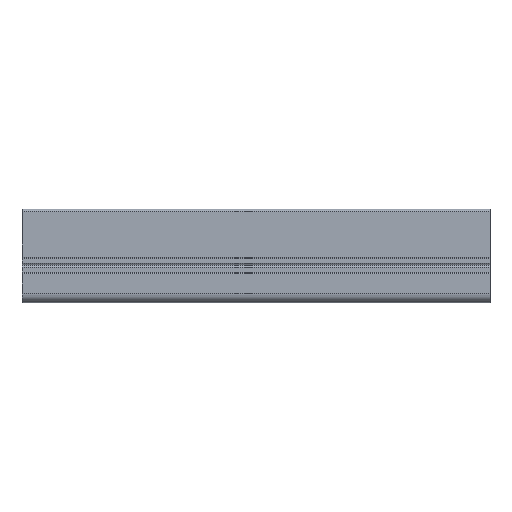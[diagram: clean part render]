
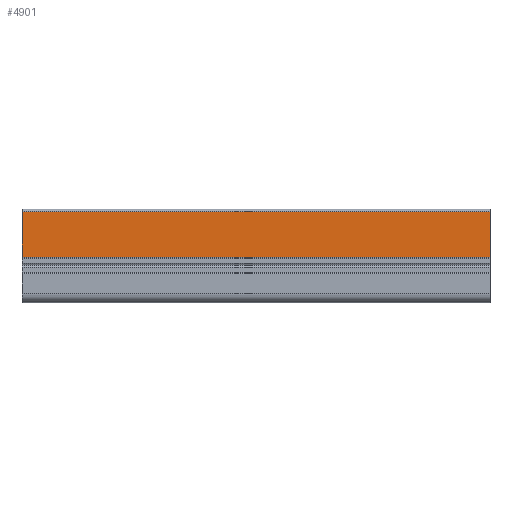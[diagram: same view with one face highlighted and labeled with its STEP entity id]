
A CAD part, left-side view. The second image highlights one B-rep face of the part: STEP entity #4901.
In plain terms, the highlighted planar face has unit normal (-1, 0, 0).
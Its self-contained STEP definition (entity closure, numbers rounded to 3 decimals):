
#236 = VERTEX_POINT ( 'NONE', #5836 ) ;
#332 = EDGE_LOOP ( 'NONE', ( #1956, #745, #3468, #6717 ) ) ;
#348 = CARTESIAN_POINT ( 'NONE',  ( -20., 0., -0.5 ) ) ;
#396 = PLANE ( 'NONE',  #3463 ) ;
#431 = DIRECTION ( 'NONE',  ( 0., 0., 1. ) ) ;
#547 = EDGE_CURVE ( 'NONE', #1054, #718, #5703, .T. ) ;
#718 = VERTEX_POINT ( 'NONE', #4143 ) ;
#745 = ORIENTED_EDGE ( 'NONE', *, *, #5501, .T. ) ;
#1054 = VERTEX_POINT ( 'NONE', #3374 ) ;
#1643 = CARTESIAN_POINT ( 'NONE',  ( -20., 0., 19. ) ) ;
#1956 = ORIENTED_EDGE ( 'NONE', *, *, #2636, .T. ) ;
#2355 = VERTEX_POINT ( 'NONE', #3543 ) ;
#2428 = VECTOR ( 'NONE', #5039, 1000. ) ;
#2466 = EDGE_CURVE ( 'NONE', #1054, #236, #4330, .T. ) ;
#2535 = CARTESIAN_POINT ( 'NONE',  ( -20., 0., -0.5 ) ) ;
#2636 = EDGE_CURVE ( 'NONE', #718, #2355, #6863, .T. ) ;
#2745 = DIRECTION ( 'NONE',  ( 0., 1., 0. ) ) ;
#3061 = VECTOR ( 'NONE', #2745, 1000. ) ;
#3374 = CARTESIAN_POINT ( 'NONE',  ( -20., 200., -0.5 ) ) ;
#3463 = AXIS2_PLACEMENT_3D ( 'NONE', #348, #6739, #5157 ) ;
#3468 = ORIENTED_EDGE ( 'NONE', *, *, #2466, .F. ) ;
#3543 = CARTESIAN_POINT ( 'NONE',  ( -20., 0., 19. ) ) ;
#3920 = VECTOR ( 'NONE', #431, 1000. ) ;
#4143 = CARTESIAN_POINT ( 'NONE',  ( -20., 0., -0.5 ) ) ;
#4330 = LINE ( 'NONE', #4559, #3920 ) ;
#4466 = LINE ( 'NONE', #1643, #3061 ) ;
#4491 = CARTESIAN_POINT ( 'NONE',  ( -20., 0., -0.5 ) ) ;
#4559 = CARTESIAN_POINT ( 'NONE',  ( -20., 200., 0. ) ) ;
#4901 = ADVANCED_FACE ( 'NONE', ( #5603 ), #396, .T. ) ;
#5039 = DIRECTION ( 'NONE',  ( 0., -1., 0. ) ) ;
#5157 = DIRECTION ( 'NONE',  ( 0., 0., 1. ) ) ;
#5332 = DIRECTION ( 'NONE',  ( 0., 0., 1. ) ) ;
#5501 = EDGE_CURVE ( 'NONE', #2355, #236, #4466, .T. ) ;
#5594 = VECTOR ( 'NONE', #5332, 1000. ) ;
#5603 = FACE_OUTER_BOUND ( 'NONE', #332, .T. ) ;
#5703 = LINE ( 'NONE', #4491, #2428 ) ;
#5836 = CARTESIAN_POINT ( 'NONE',  ( -20., 200., 19. ) ) ;
#6717 = ORIENTED_EDGE ( 'NONE', *, *, #547, .T. ) ;
#6739 = DIRECTION ( 'NONE',  ( -1., 0., 0. ) ) ;
#6863 = LINE ( 'NONE', #2535, #5594 ) ;
